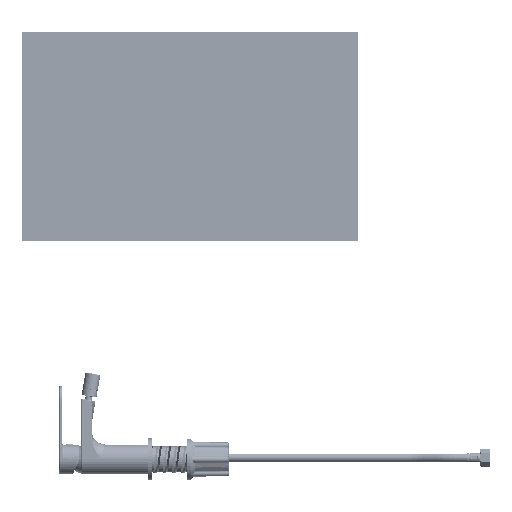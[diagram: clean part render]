
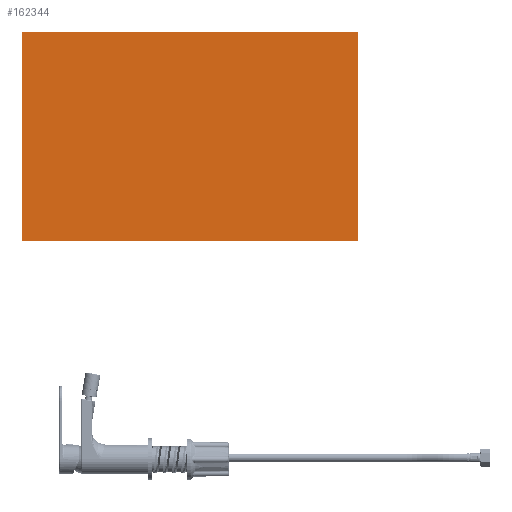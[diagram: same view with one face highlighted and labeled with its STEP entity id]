
A CAD part, left-side view. The second image highlights one B-rep face of the part: STEP entity #162344.
In plain terms, the highlighted face is planar.
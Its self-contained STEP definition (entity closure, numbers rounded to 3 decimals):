
#162246=DIRECTION('',(-1.,0.,0.));
#162247=VECTOR('',#162246,400.);
#162248=CARTESIAN_POINT('',(0.,60.,0.));
#162249=LINE('',#162248,#162247);
#162250=DIRECTION('',(0.,0.,-1.));
#162251=VECTOR('',#162250,250.);
#162252=CARTESIAN_POINT('',(0.,60.,250.));
#162253=LINE('',#162252,#162251);
#162254=DIRECTION('',(1.,0.,0.));
#162255=VECTOR('',#162254,400.);
#162256=CARTESIAN_POINT('',(-400.,60.,250.));
#162257=LINE('',#162256,#162255);
#162258=DIRECTION('',(0.,0.,1.));
#162259=VECTOR('',#162258,250.);
#162260=CARTESIAN_POINT('',(-400.,60.,0.));
#162261=LINE('',#162260,#162259);
#162278=CARTESIAN_POINT('',(0.,60.,0.));
#162279=CARTESIAN_POINT('',(-400.,60.,0.));
#162280=VERTEX_POINT('',#162278);
#162281=VERTEX_POINT('',#162279);
#162282=CARTESIAN_POINT('',(-400.,60.,250.));
#162283=VERTEX_POINT('',#162282);
#162284=CARTESIAN_POINT('',(0.,60.,250.));
#162285=VERTEX_POINT('',#162284);
#162331=CARTESIAN_POINT('',(0.,60.,0.));
#162332=DIRECTION('',(0.,1.,0.));
#162333=DIRECTION('',(1.,0.,0.));
#162334=AXIS2_PLACEMENT_3D('',#162331,#162332,#162333);
#162335=PLANE('',#162334);
#162336=ORIENTED_EDGE('',*,*,#162324,.F.);
#162337=ORIENTED_EDGE('',*,*,#162295,.F.);
#162339=ORIENTED_EDGE('',*,*,#162338,.F.);
#162341=ORIENTED_EDGE('',*,*,#162340,.F.);
#162342=EDGE_LOOP('',(#162336,#162337,#162339,#162341));
#162343=FACE_OUTER_BOUND('',#162342,.F.);
#162344=ADVANCED_FACE('',(#162343),#162335,.T.);
#162295=EDGE_CURVE('',#162285,#162280,#162253,.T.);
#162324=EDGE_CURVE('',#162280,#162281,#162249,.T.);
#162338=EDGE_CURVE('',#162283,#162285,#162257,.T.);
#162340=EDGE_CURVE('',#162281,#162283,#162261,.T.);
